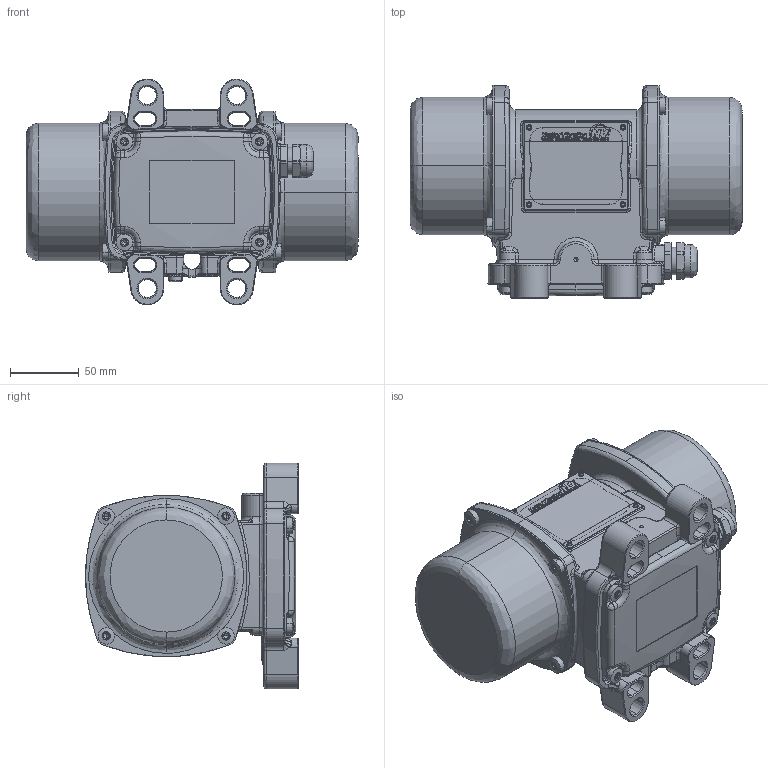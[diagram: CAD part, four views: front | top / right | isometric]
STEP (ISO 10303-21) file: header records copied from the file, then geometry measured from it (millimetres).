
FILE_DESCRIPTION (( 'STEP AP214' ), '1' );
FILE_NAME ('NEA-NEG 2570-50-60Hz.STEP', '2022-04-28T13:34:31', ( '' ), ( '' ), 'SwSTEP 2.0', 'SolidWorks 2015', '' );
FILE_SCHEMA (( 'AUTOMOTIVE_DESIGN' ));
Length unit declared in the file: millimetre
Products named in the file (1): NEA-NEG 2570-50-60Hz
Bounding box: 241 x 154.5 x 164 mm (x, y, z)
Volume: 699332.4 mm3; surface area: 349431.1 mm2
Topology: 21 solids, 21 shells, 2971 faces, 7916 edges, 5107 vertices
Faces by surface type: bspline 1228, plane 759, cylinder 746, cone 238
Entity records: 151748 total; most frequent: CARTESIAN_POINT 84919, ORIENTED_EDGE 15632, DIRECTION 10979, EDGE_CURVE 7816, VERTEX_POINT 5107, AXIS2_PLACEMENT_3D 4029, EDGE_LOOP 3273, ADVANCED_FACE 2971
